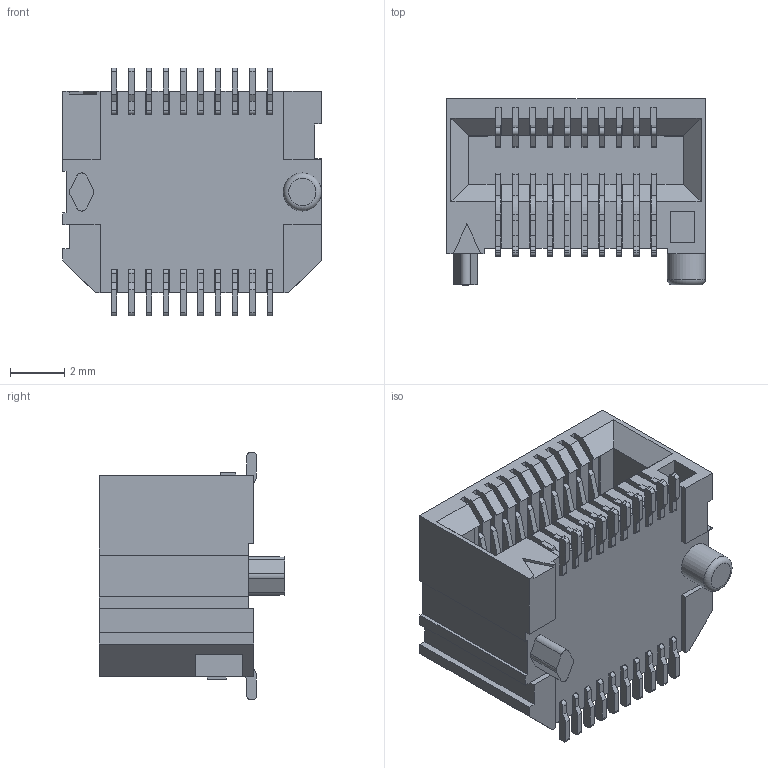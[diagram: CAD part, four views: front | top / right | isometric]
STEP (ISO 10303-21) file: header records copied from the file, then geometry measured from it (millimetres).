
FILE_DESCRIPTION(/* description */ ('STEP AP214'),/* implementation_level */ '2;1');
FILE_NAME(/* name */ 'MEC6-110-02-L-D-RA1',/* time_stamp */ '2022-11-11T15:11:51+01:00',/* author */ ('License CC BY-ND 4.0'),/* organization */ ('CADENAS'),/* preprocessor_version */ 'ST-DEVELOPER v18.102',/* originating_system */ 'PARTsolutions',/* authorisation */ ' ');
FILE_SCHEMA (('AUTOMOTIVE_DESIGN {1 0 10303 214 3 1 1}'));
Length unit declared in the file: millimetre
Products named in the file (4): MEC6-110-02-L-D-RA1; P2MEC6-10-02-D-RA1; P1MEC6-10-02-D-RA1; TMEC6-10-02-D-RA1
Assembly tree (3 placements, depth 2):
  MEC6-110-02-L-D-RA1
    P2MEC6-10-02-D-RA1
    P1MEC6-10-02-D-RA1
    TMEC6-10-02-D-RA1
Bounding box: 9.52 x 6.83 x 9.1 mm (x, y, z)
Volume: 261.5 mm3; surface area: 1152 mm2
Topology: 3 solids, 3 shells, 948 faces, 2811 edges, 1871 vertices
Faces by surface type: plane 722, cylinder 225, torus 1
Full cylindrical faces by diameter (mm): 1.4 x1
Entity records: 31557 total; most frequent: CARTESIAN_POINT 5630, ORIENTED_EDGE 5616, DIRECTION 5163, EDGE_CURVE 2808, LINE 2357, VECTOR 2357, VERTEX_POINT 1870, AXIS2_PLACEMENT_3D 1403
